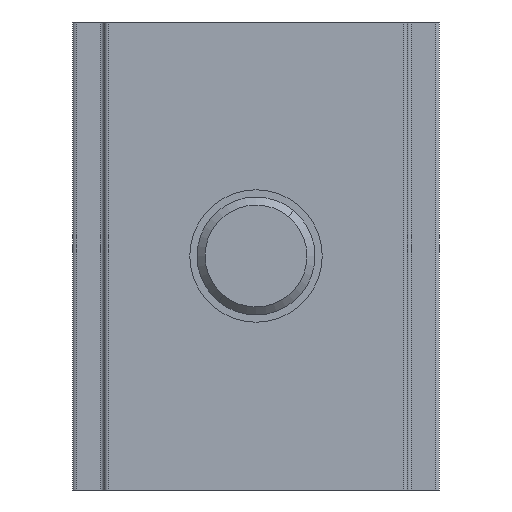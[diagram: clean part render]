
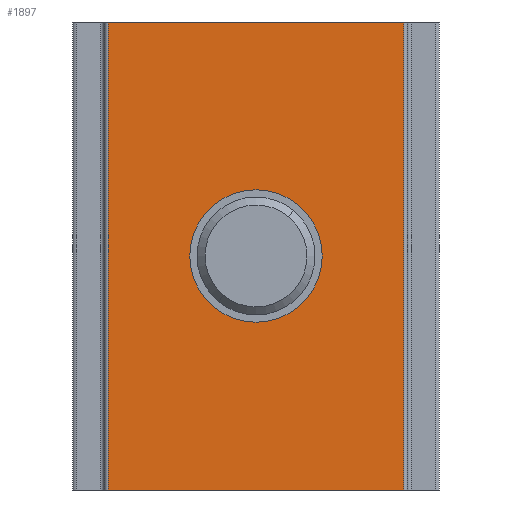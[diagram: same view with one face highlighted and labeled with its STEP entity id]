
A CAD part, front view. The second image highlights one B-rep face of the part: STEP entity #1897.
In plain terms, the highlighted planar face has unit normal (0, -1, 0).
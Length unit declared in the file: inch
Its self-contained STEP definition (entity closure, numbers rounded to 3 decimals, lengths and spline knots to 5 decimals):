
#27 = LINE ( 'NONE', #1480, #2413 ) ;
#29 = DIRECTION ( 'NONE',  ( 0., 0., 1. ) ) ;
#38 = DIRECTION ( 'NONE',  ( 0., -1., 0. ) ) ;
#42 = CARTESIAN_POINT ( 'NONE',  ( 0., 0., 0. ) ) ;
#51 = CARTESIAN_POINT ( 'NONE',  ( 0., 0., 0. ) ) ;
#261 = CARTESIAN_POINT ( 'NONE',  ( 0., 0., -0.2655 ) ) ;
#294 = DIRECTION ( 'NONE',  ( 0., 0., 1. ) ) ;
#485 = CARTESIAN_POINT ( 'NONE',  ( 0.5925, 0., -0.9375 ) ) ;
#589 = CARTESIAN_POINT ( 'NONE',  ( 0.5925, 0., 0.9375 ) ) ;
#609 = EDGE_CURVE ( 'NONE', #2071, #1093, #2620, .T. ) ;
#640 = AXIS2_PLACEMENT_3D ( 'NONE', #42, #1608, #294 ) ;
#703 = CARTESIAN_POINT ( 'NONE',  ( 0.5925, 0., 0.9375 ) ) ;
#793 = LINE ( 'NONE', #589, #1070 ) ;
#825 = DIRECTION ( 'NONE',  ( 0., 0., -1. ) ) ;
#869 = EDGE_CURVE ( 'NONE', #925, #2363, #1285, .T. ) ;
#925 = VERTEX_POINT ( 'NONE', #2268 ) ;
#955 = DIRECTION ( 'NONE',  ( 0., 0., 1. ) ) ;
#961 = DIRECTION ( 'NONE',  ( 0., 1., 0. ) ) ;
#1070 = VECTOR ( 'NONE', #825, 39.37008 ) ;
#1071 = ORIENTED_EDGE ( 'NONE', *, *, #1077, .F. ) ;
#1077 = EDGE_CURVE ( 'NONE', #1426, #2071, #793, .T. ) ;
#1093 = VERTEX_POINT ( 'NONE', #2093 ) ;
#1255 = ORIENTED_EDGE ( 'NONE', *, *, #1864, .F. ) ;
#1259 = ORIENTED_EDGE ( 'NONE', *, *, #2785, .F. ) ;
#1266 = LINE ( 'NONE', #2793, #2352 ) ;
#1285 = CIRCLE ( 'NONE', #640, 0.2655 ) ;
#1426 = VERTEX_POINT ( 'NONE', #703 ) ;
#1435 = EDGE_LOOP ( 'NONE', ( #1888, #2815 ) ) ;
#1477 = DIRECTION ( 'NONE',  ( 1., 0., 0. ) ) ;
#1480 = CARTESIAN_POINT ( 'NONE',  ( -0.5925, 0., 0.9375 ) ) ;
#1537 = ORIENTED_EDGE ( 'NONE', *, *, #609, .F. ) ;
#1608 = DIRECTION ( 'NONE',  ( 0., -1., 0. ) ) ;
#1674 = CIRCLE ( 'NONE', #2800, 0.2655 ) ;
#1677 = VERTEX_POINT ( 'NONE', #2404 ) ;
#1816 = EDGE_LOOP ( 'NONE', ( #1071, #1255, #1259, #1537 ) ) ;
#1864 = EDGE_CURVE ( 'NONE', #1677, #1426, #27, .T. ) ;
#1888 = ORIENTED_EDGE ( 'NONE', *, *, #869, .F. ) ;
#1897 = ADVANCED_FACE ( 'NONE', ( #2574, #2551 ), #2304, .F. ) ;
#2071 = VERTEX_POINT ( 'NONE', #485 ) ;
#2093 = CARTESIAN_POINT ( 'NONE',  ( -0.5925, 0., -0.9375 ) ) ;
#2141 = CARTESIAN_POINT ( 'NONE',  ( -0.5925, 0., 0.9375 ) ) ;
#2169 = EDGE_CURVE ( 'NONE', #2363, #925, #1674, .T. ) ;
#2193 = DIRECTION ( 'NONE',  ( -1., 0., 0. ) ) ;
#2268 = CARTESIAN_POINT ( 'NONE',  ( 0., 0., 0.2655 ) ) ;
#2304 = PLANE ( 'NONE',  #2444 ) ;
#2352 = VECTOR ( 'NONE', #2612, 39.37008 ) ;
#2363 = VERTEX_POINT ( 'NONE', #261 ) ;
#2391 = CARTESIAN_POINT ( 'NONE',  ( -0.5925, 0., -0.9375 ) ) ;
#2404 = CARTESIAN_POINT ( 'NONE',  ( -0.5925, 0., 0.9375 ) ) ;
#2413 = VECTOR ( 'NONE', #1477, 39.37008 ) ;
#2444 = AXIS2_PLACEMENT_3D ( 'NONE', #2141, #961, #955 ) ;
#2551 = FACE_OUTER_BOUND ( 'NONE', #1816, .T. ) ;
#2554 = VECTOR ( 'NONE', #2193, 39.37008 ) ;
#2574 = FACE_BOUND ( 'NONE', #1435, .T. ) ;
#2612 = DIRECTION ( 'NONE',  ( 0., 0., 1. ) ) ;
#2620 = LINE ( 'NONE', #2391, #2554 ) ;
#2785 = EDGE_CURVE ( 'NONE', #1093, #1677, #1266, .T. ) ;
#2793 = CARTESIAN_POINT ( 'NONE',  ( -0.5925, 0., 0.9375 ) ) ;
#2800 = AXIS2_PLACEMENT_3D ( 'NONE', #51, #38, #29 ) ;
#2815 = ORIENTED_EDGE ( 'NONE', *, *, #2169, .F. ) ;
